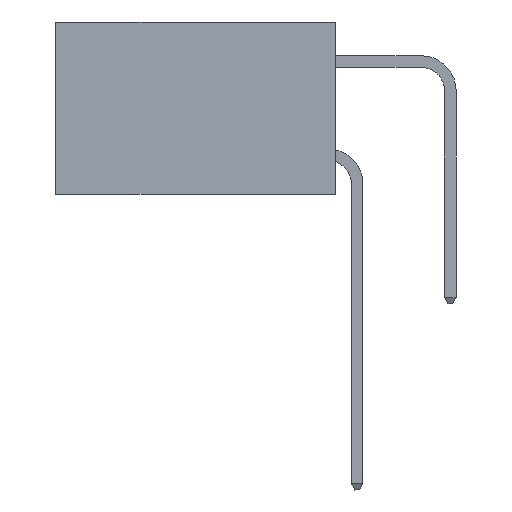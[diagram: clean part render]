
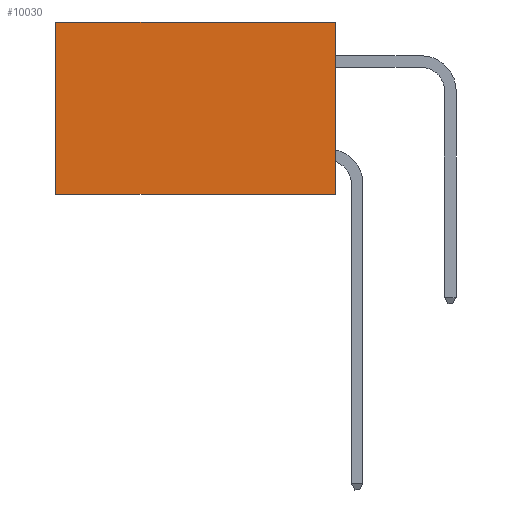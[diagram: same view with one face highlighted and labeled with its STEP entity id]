
A CAD part, left-side view. The second image highlights one B-rep face of the part: STEP entity #10030.
In plain terms, the highlighted planar face has unit normal (-1, 0, 0).
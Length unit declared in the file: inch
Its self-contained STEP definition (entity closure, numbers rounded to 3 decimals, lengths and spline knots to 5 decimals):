
#797 = PLANE ( 'NONE',  #14453 ) ;
#1409 = DIRECTION ( 'NONE',  ( 0., 1., 0. ) ) ;
#2098 = EDGE_CURVE ( 'NONE', #5536, #19712, #11096, .T. ) ;
#2393 = CARTESIAN_POINT ( 'NONE',  ( 0.2875, 0., 0. ) ) ;
#3232 = VECTOR ( 'NONE', #5125, 39.37008 ) ;
#3299 = CARTESIAN_POINT ( 'NONE',  ( 0.2875, 0.6, -0.37 ) ) ;
#3562 = CARTESIAN_POINT ( 'NONE',  ( 0.2875, 0., -0.37 ) ) ;
#3910 = DIRECTION ( 'NONE',  ( 0., 0., -1. ) ) ;
#4052 = DIRECTION ( 'NONE',  ( 1., 0., 0. ) ) ;
#4645 = ORIENTED_EDGE ( 'NONE', *, *, #10290, .T. ) ;
#5125 = DIRECTION ( 'NONE',  ( 0., 1., 0. ) ) ;
#5536 = VERTEX_POINT ( 'NONE', #10170 ) ;
#6044 = LINE ( 'NONE', #7792, #13721 ) ;
#6422 = CARTESIAN_POINT ( 'NONE',  ( 0.2875, 0., -0.37 ) ) ;
#6660 = EDGE_LOOP ( 'NONE', ( #12216, #14084, #12324, #4645 ) ) ;
#7792 = CARTESIAN_POINT ( 'NONE',  ( 0.2875, 0., 0. ) ) ;
#7974 = EDGE_CURVE ( 'NONE', #13895, #17755, #15247, .T. ) ;
#9388 = CARTESIAN_POINT ( 'NONE',  ( 0.2875, 0.6, 0. ) ) ;
#10030 = ADVANCED_FACE ( 'NONE', ( #18929 ), #797, .F. ) ;
#10170 = CARTESIAN_POINT ( 'NONE',  ( 0.2875, 0., 0. ) ) ;
#10290 = EDGE_CURVE ( 'NONE', #5536, #13895, #6044, .T. ) ;
#10951 = DIRECTION ( 'NONE',  ( 0., 0., -1. ) ) ;
#11096 = LINE ( 'NONE', #13173, #12526 ) ;
#11741 = EDGE_CURVE ( 'NONE', #19712, #17755, #12050, .T. ) ;
#12050 = LINE ( 'NONE', #3562, #3232 ) ;
#12216 = ORIENTED_EDGE ( 'NONE', *, *, #7974, .T. ) ;
#12324 = ORIENTED_EDGE ( 'NONE', *, *, #2098, .F. ) ;
#12526 = VECTOR ( 'NONE', #3910, 39.37008 ) ;
#13173 = CARTESIAN_POINT ( 'NONE',  ( 0.2875, 0., 0. ) ) ;
#13484 = CARTESIAN_POINT ( 'NONE',  ( 0.2875, 0.6, 0. ) ) ;
#13721 = VECTOR ( 'NONE', #1409, 39.37008 ) ;
#13895 = VERTEX_POINT ( 'NONE', #13484 ) ;
#14084 = ORIENTED_EDGE ( 'NONE', *, *, #11741, .F. ) ;
#14453 = AXIS2_PLACEMENT_3D ( 'NONE', #2393, #4052, #14887 ) ;
#14777 = VECTOR ( 'NONE', #10951, 39.37008 ) ;
#14887 = DIRECTION ( 'NONE',  ( 0., 0., -1. ) ) ;
#15247 = LINE ( 'NONE', #9388, #14777 ) ;
#17755 = VERTEX_POINT ( 'NONE', #3299 ) ;
#18929 = FACE_OUTER_BOUND ( 'NONE', #6660, .T. ) ;
#19712 = VERTEX_POINT ( 'NONE', #6422 ) ;
